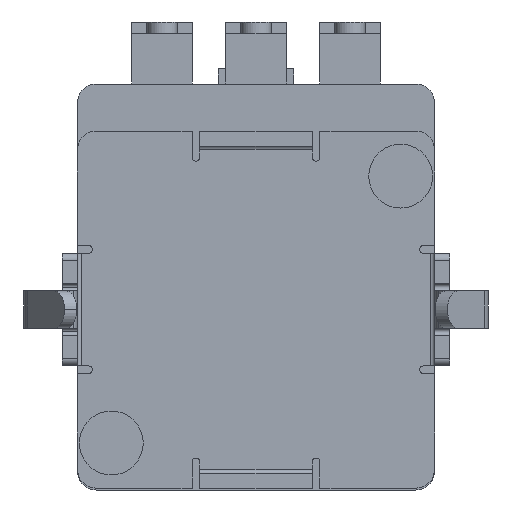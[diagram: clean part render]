
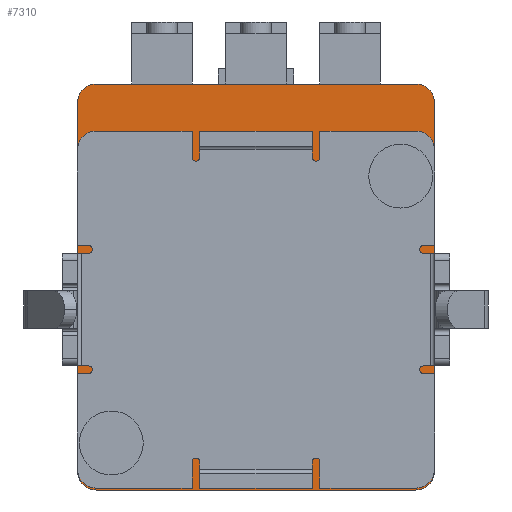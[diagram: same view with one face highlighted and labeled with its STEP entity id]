
A CAD part, front view. The second image highlights one B-rep face of the part: STEP entity #7310.
In plain terms, the highlighted planar face has unit normal (0, -1, 0).
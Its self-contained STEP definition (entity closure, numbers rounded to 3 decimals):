
#6952 = VERTEX_POINT('',#6953);
#6953 = CARTESIAN_POINT('',(3.9,0.,3.3));
#6959 = EDGE_CURVE('',#6952,#6960,#6962,.T.);
#6960 = VERTEX_POINT('',#6961);
#6961 = CARTESIAN_POINT('',(3.9,0.,4.3));
#6962 = CIRCLE('',#6963,0.5);
#6963 = AXIS2_PLACEMENT_3D('',#6964,#6965,#6966);
#6964 = CARTESIAN_POINT('',(3.9,0.,3.8));
#6965 = DIRECTION('',(0.,1.,0.));
#6966 = DIRECTION('',(0.,-0.,1.));
#6994 = VERTEX_POINT('',#6995);
#6995 = CARTESIAN_POINT('',(-3.9,0.,-4.3));
#7001 = EDGE_CURVE('',#6994,#7002,#7004,.T.);
#7002 = VERTEX_POINT('',#7003);
#7003 = CARTESIAN_POINT('',(-3.9,0.,-3.3));
#7004 = CIRCLE('',#7005,0.5);
#7005 = AXIS2_PLACEMENT_3D('',#7006,#7007,#7008);
#7006 = CARTESIAN_POINT('',(-3.9,0.,-3.8));
#7007 = DIRECTION('',(0.,1.,0.));
#7008 = DIRECTION('',(0.,-0.,1.));
#7036 = VERTEX_POINT('',#7037);
#7037 = CARTESIAN_POINT('',(0.,0.,-2.));
#7043 = EDGE_CURVE('',#7036,#7044,#7046,.T.);
#7044 = VERTEX_POINT('',#7045);
#7045 = CARTESIAN_POINT('',(0.,0.,2.));
#7046 = CIRCLE('',#7047,2.);
#7047 = AXIS2_PLACEMENT_3D('',#7048,#7049,#7050);
#7048 = CARTESIAN_POINT('',(0.,0.,0.));
#7049 = DIRECTION('',(0.,1.,0.));
#7050 = DIRECTION('',(0.,-0.,1.));
#7109 = EDGE_CURVE('',#7110,#7112,#7114,.T.);
#7110 = VERTEX_POINT('',#7111);
#7111 = CARTESIAN_POINT('',(-4.25,0.,6.));
#7112 = VERTEX_POINT('',#7113);
#7113 = CARTESIAN_POINT('',(4.25,0.,6.));
#7114 = LINE('',#7115,#7116);
#7115 = CARTESIAN_POINT('',(-4.25,0.,6.));
#7116 = VECTOR('',#7117,1.);
#7117 = DIRECTION('',(1.,0.,0.));
#7310 = ADVANCED_FACE('',(#7311,#7372,#7382,#7392),#7402,.F.);
#7311 = FACE_BOUND('',#7312,.T.);
#7312 = EDGE_LOOP('',(#7313,#7322,#7330,#7339,#7347,#7356,#7364,#7371));
#7313 = ORIENTED_EDGE('',*,*,#7314,.F.);
#7314 = EDGE_CURVE('',#7315,#7110,#7317,.T.);
#7315 = VERTEX_POINT('',#7316);
#7316 = CARTESIAN_POINT('',(-4.75,0.,5.5));
#7317 = CIRCLE('',#7318,0.5);
#7318 = AXIS2_PLACEMENT_3D('',#7319,#7320,#7321);
#7319 = CARTESIAN_POINT('',(-4.25,0.,5.5));
#7320 = DIRECTION('',(0.,1.,0.));
#7321 = DIRECTION('',(0.,-0.,1.));
#7322 = ORIENTED_EDGE('',*,*,#7323,.F.);
#7323 = EDGE_CURVE('',#7324,#7315,#7326,.T.);
#7324 = VERTEX_POINT('',#7325);
#7325 = CARTESIAN_POINT('',(-4.75,0.,-4.3));
#7326 = LINE('',#7327,#7328);
#7327 = CARTESIAN_POINT('',(-4.75,0.,-4.3));
#7328 = VECTOR('',#7329,1.);
#7329 = DIRECTION('',(0.,0.,1.));
#7330 = ORIENTED_EDGE('',*,*,#7331,.F.);
#7331 = EDGE_CURVE('',#7332,#7324,#7334,.T.);
#7332 = VERTEX_POINT('',#7333);
#7333 = CARTESIAN_POINT('',(-4.25,0.,-4.8));
#7334 = CIRCLE('',#7335,0.5);
#7335 = AXIS2_PLACEMENT_3D('',#7336,#7337,#7338);
#7336 = CARTESIAN_POINT('',(-4.25,0.,-4.3));
#7337 = DIRECTION('',(0.,1.,0.));
#7338 = DIRECTION('',(0.,-0.,1.));
#7339 = ORIENTED_EDGE('',*,*,#7340,.F.);
#7340 = EDGE_CURVE('',#7341,#7332,#7343,.T.);
#7341 = VERTEX_POINT('',#7342);
#7342 = CARTESIAN_POINT('',(4.25,0.,-4.8));
#7343 = LINE('',#7344,#7345);
#7344 = CARTESIAN_POINT('',(-4.25,0.,-4.8));
#7345 = VECTOR('',#7346,1.);
#7346 = DIRECTION('',(-1.,-0.,0.));
#7347 = ORIENTED_EDGE('',*,*,#7348,.F.);
#7348 = EDGE_CURVE('',#7349,#7341,#7351,.T.);
#7349 = VERTEX_POINT('',#7350);
#7350 = CARTESIAN_POINT('',(4.75,0.,-4.3));
#7351 = CIRCLE('',#7352,0.5);
#7352 = AXIS2_PLACEMENT_3D('',#7353,#7354,#7355);
#7353 = CARTESIAN_POINT('',(4.25,0.,-4.3));
#7354 = DIRECTION('',(0.,1.,0.));
#7355 = DIRECTION('',(0.,-0.,1.));
#7356 = ORIENTED_EDGE('',*,*,#7357,.F.);
#7357 = EDGE_CURVE('',#7358,#7349,#7360,.T.);
#7358 = VERTEX_POINT('',#7359);
#7359 = CARTESIAN_POINT('',(4.75,0.,5.5));
#7360 = LINE('',#7361,#7362);
#7361 = CARTESIAN_POINT('',(4.75,0.,-4.3));
#7362 = VECTOR('',#7363,1.);
#7363 = DIRECTION('',(0.,-0.,-1.));
#7364 = ORIENTED_EDGE('',*,*,#7365,.F.);
#7365 = EDGE_CURVE('',#7112,#7358,#7366,.T.);
#7366 = CIRCLE('',#7367,0.5);
#7367 = AXIS2_PLACEMENT_3D('',#7368,#7369,#7370);
#7368 = CARTESIAN_POINT('',(4.25,0.,5.5));
#7369 = DIRECTION('',(0.,1.,0.));
#7370 = DIRECTION('',(0.,-0.,1.));
#7371 = ORIENTED_EDGE('',*,*,#7109,.F.);
#7372 = FACE_BOUND('',#7373,.T.);
#7373 = EDGE_LOOP('',(#7374,#7375));
#7374 = ORIENTED_EDGE('',*,*,#7043,.T.);
#7375 = ORIENTED_EDGE('',*,*,#7376,.T.);
#7376 = EDGE_CURVE('',#7044,#7036,#7377,.T.);
#7377 = CIRCLE('',#7378,2.);
#7378 = AXIS2_PLACEMENT_3D('',#7379,#7380,#7381);
#7379 = CARTESIAN_POINT('',(0.,0.,0.));
#7380 = DIRECTION('',(0.,1.,0.));
#7381 = DIRECTION('',(0.,-0.,1.));
#7382 = FACE_BOUND('',#7383,.T.);
#7383 = EDGE_LOOP('',(#7384,#7385));
#7384 = ORIENTED_EDGE('',*,*,#7001,.T.);
#7385 = ORIENTED_EDGE('',*,*,#7386,.T.);
#7386 = EDGE_CURVE('',#7002,#6994,#7387,.T.);
#7387 = CIRCLE('',#7388,0.5);
#7388 = AXIS2_PLACEMENT_3D('',#7389,#7390,#7391);
#7389 = CARTESIAN_POINT('',(-3.9,0.,-3.8));
#7390 = DIRECTION('',(0.,1.,0.));
#7391 = DIRECTION('',(0.,-0.,1.));
#7392 = FACE_BOUND('',#7393,.T.);
#7393 = EDGE_LOOP('',(#7394,#7395));
#7394 = ORIENTED_EDGE('',*,*,#6959,.T.);
#7395 = ORIENTED_EDGE('',*,*,#7396,.T.);
#7396 = EDGE_CURVE('',#6960,#6952,#7397,.T.);
#7397 = CIRCLE('',#7398,0.5);
#7398 = AXIS2_PLACEMENT_3D('',#7399,#7400,#7401);
#7399 = CARTESIAN_POINT('',(3.9,0.,3.8));
#7400 = DIRECTION('',(0.,1.,0.));
#7401 = DIRECTION('',(0.,-0.,1.));
#7402 = PLANE('',#7403);
#7403 = AXIS2_PLACEMENT_3D('',#7404,#7405,#7406);
#7404 = CARTESIAN_POINT('',(-4.25,0.,5.5));
#7405 = DIRECTION('',(0.,1.,0.));
#7406 = DIRECTION('',(0.,-0.,1.));
